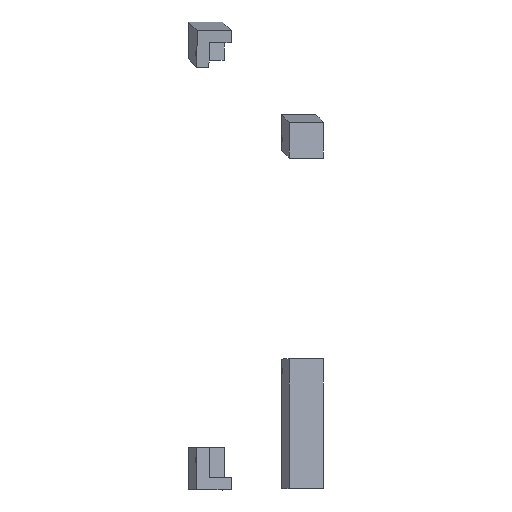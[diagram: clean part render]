
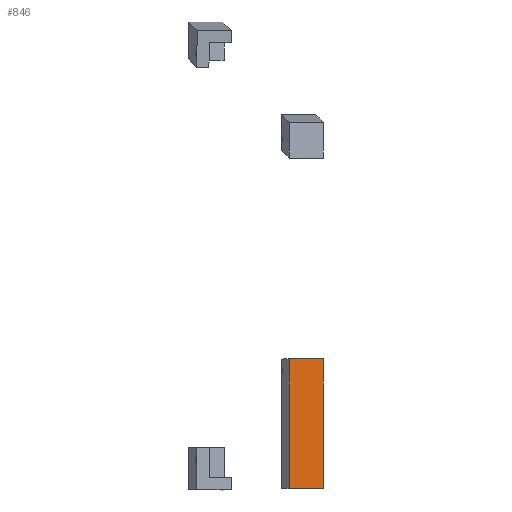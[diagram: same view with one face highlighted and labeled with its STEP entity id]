
A CAD part, top view. The second image highlights one B-rep face of the part: STEP entity #846.
In plain terms, the highlighted planar face has unit normal (0.11, 0, 0.994).
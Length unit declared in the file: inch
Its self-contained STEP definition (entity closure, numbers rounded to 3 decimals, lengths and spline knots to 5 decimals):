
#41 = ORIENTED_EDGE ( 'NONE', *, *, #1059, .T. ) ;
#56 = CARTESIAN_POINT ( 'NONE',  ( -2.02822, -4.75, -3.80122 ) ) ;
#96 = CARTESIAN_POINT ( 'NONE',  ( -2.72394, -2.11197, -3.72392 ) ) ;
#158 = DIRECTION ( 'NONE',  ( -0.994, 0., 0.11 ) ) ;
#259 = LINE ( 'NONE', #56, #1209 ) ;
#322 = ORIENTED_EDGE ( 'NONE', *, *, #899, .T. ) ;
#382 = DIRECTION ( 'NONE',  ( 0., 1., 0. ) ) ;
#388 = VERTEX_POINT ( 'NONE', #474 ) ;
#399 = VERTEX_POINT ( 'NONE', #96 ) ;
#474 = CARTESIAN_POINT ( 'NONE',  ( -2.02822, -2.11197, -3.80122 ) ) ;
#485 = LINE ( 'NONE', #839, #566 ) ;
#566 = VECTOR ( 'NONE', #382, 39.37008 ) ;
#577 = LINE ( 'NONE', #992, #1231 ) ;
#637 = VECTOR ( 'NONE', #967, 39.37008 ) ;
#653 = CARTESIAN_POINT ( 'NONE',  ( -2.02822, -2.11197, -3.80122 ) ) ;
#675 = VERTEX_POINT ( 'NONE', #1055 ) ;
#691 = DIRECTION ( 'NONE',  ( 0.11, 0., 0.994 ) ) ;
#694 = EDGE_LOOP ( 'NONE', ( #41, #1147, #723, #322 ) ) ;
#695 = PLANE ( 'NONE',  #1164 ) ;
#723 = ORIENTED_EDGE ( 'NONE', *, *, #862, .F. ) ;
#776 = FACE_OUTER_BOUND ( 'NONE', #694, .T. ) ;
#814 = EDGE_CURVE ( 'NONE', #1034, #399, #577, .T. ) ;
#839 = CARTESIAN_POINT ( 'NONE',  ( -2.02822, -4.75, -3.80122 ) ) ;
#846 = ADVANCED_FACE ( 'NONE', ( #776 ), #695, .T. ) ;
#849 = CARTESIAN_POINT ( 'NONE',  ( -2.72394, -4.75, -3.72392 ) ) ;
#862 = EDGE_CURVE ( 'NONE', #675, #1034, #259, .T. ) ;
#899 = EDGE_CURVE ( 'NONE', #675, #388, #485, .T. ) ;
#967 = DIRECTION ( 'NONE',  ( -0.994, 0., 0.11 ) ) ;
#992 = CARTESIAN_POINT ( 'NONE',  ( -2.72394, -4.75, -3.72392 ) ) ;
#1034 = VERTEX_POINT ( 'NONE', #849 ) ;
#1055 = CARTESIAN_POINT ( 'NONE',  ( -2.02822, -4.75, -3.80122 ) ) ;
#1059 = EDGE_CURVE ( 'NONE', #388, #399, #1381, .T. ) ;
#1108 = DIRECTION ( 'NONE',  ( 0.994, 0., -0.11 ) ) ;
#1147 = ORIENTED_EDGE ( 'NONE', *, *, #814, .F. ) ;
#1164 = AXIS2_PLACEMENT_3D ( 'NONE', #1324, #691, #1108 ) ;
#1198 = DIRECTION ( 'NONE',  ( 0., 1., 0. ) ) ;
#1209 = VECTOR ( 'NONE', #158, 39.37008 ) ;
#1231 = VECTOR ( 'NONE', #1198, 39.37008 ) ;
#1324 = CARTESIAN_POINT ( 'NONE',  ( -2.02822, -4.75, -3.80122 ) ) ;
#1381 = LINE ( 'NONE', #653, #637 ) ;
